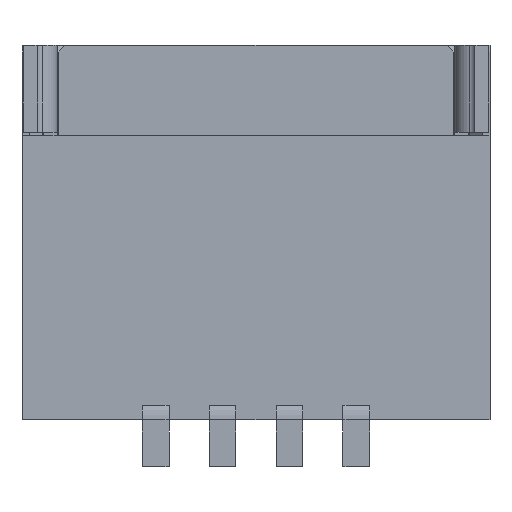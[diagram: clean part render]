
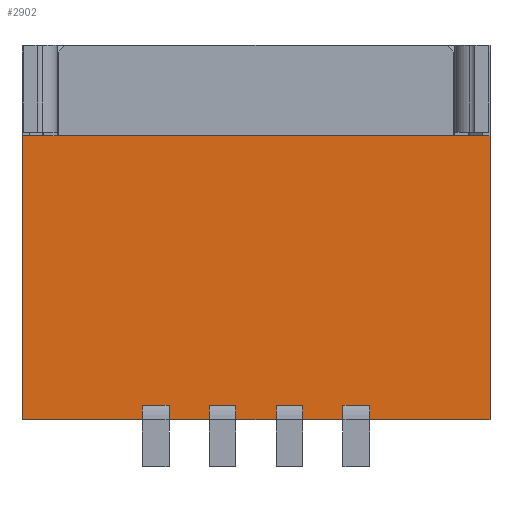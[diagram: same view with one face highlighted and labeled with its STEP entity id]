
A CAD part, front view. The second image highlights one B-rep face of the part: STEP entity #2902.
In plain terms, the highlighted planar face has unit normal (0, -1, 0).
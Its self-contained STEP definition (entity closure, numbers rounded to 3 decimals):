
#396=DIRECTION('',(0.,0.,1.));
#397=VECTOR('',#396,4.25);
#398=CARTESIAN_POINT('',(3.5,-1.5,-5.6));
#399=LINE('',#398,#397);
#668=DIRECTION('',(0.,0.,1.));
#669=VECTOR('',#668,0.218);
#670=CARTESIAN_POINT('',(1.3,-1.5,-5.6));
#671=LINE('',#670,#669);
#672=DIRECTION('',(0.,0.,1.));
#673=VECTOR('',#672,0.218);
#674=CARTESIAN_POINT('',(0.7,-1.5,-5.6));
#675=LINE('',#674,#673);
#676=DIRECTION('',(1.,0.,0.));
#677=VECTOR('',#676,0.4);
#678=CARTESIAN_POINT('',(0.3,-1.5,-5.382));
#679=LINE('',#678,#677);
#680=DIRECTION('',(0.,0.,1.));
#681=VECTOR('',#680,0.218);
#682=CARTESIAN_POINT('',(0.3,-1.5,-5.6));
#683=LINE('',#682,#681);
#684=DIRECTION('',(0.,0.,1.));
#685=VECTOR('',#684,0.218);
#686=CARTESIAN_POINT('',(-0.3,-1.5,-5.6));
#687=LINE('',#686,#685);
#688=DIRECTION('',(1.,0.,0.));
#689=VECTOR('',#688,0.4);
#690=CARTESIAN_POINT('',(-0.7,-1.5,-5.382));
#691=LINE('',#690,#689);
#692=DIRECTION('',(0.,0.,1.));
#693=VECTOR('',#692,0.218);
#694=CARTESIAN_POINT('',(-0.7,-1.5,-5.6));
#695=LINE('',#694,#693);
#696=DIRECTION('',(0.,0.,1.));
#697=VECTOR('',#696,0.218);
#698=CARTESIAN_POINT('',(-1.3,-1.5,-5.6));
#699=LINE('',#698,#697);
#700=DIRECTION('',(1.,0.,0.));
#701=VECTOR('',#700,0.4);
#702=CARTESIAN_POINT('',(-1.7,-1.5,-5.382));
#703=LINE('',#702,#701);
#704=DIRECTION('',(0.,0.,1.));
#705=VECTOR('',#704,0.218);
#706=CARTESIAN_POINT('',(-1.7,-1.5,-5.6));
#707=LINE('',#706,#705);
#708=DIRECTION('',(0.,0.,1.));
#709=VECTOR('',#708,4.25);
#710=CARTESIAN_POINT('',(-3.5,-1.5,-5.6));
#711=LINE('',#710,#709);
#712=DIRECTION('',(1.,0.,0.));
#713=VECTOR('',#712,7.);
#714=CARTESIAN_POINT('',(-3.5,-1.5,-1.35));
#715=LINE('',#714,#713);
#716=DIRECTION('',(0.,0.,1.));
#717=VECTOR('',#716,0.218);
#718=CARTESIAN_POINT('',(1.7,-1.5,-5.6));
#719=LINE('',#718,#717);
#720=DIRECTION('',(1.,0.,0.));
#721=VECTOR('',#720,0.4);
#722=CARTESIAN_POINT('',(1.3,-1.5,-5.382));
#723=LINE('',#722,#721);
#753=DIRECTION('',(-1.,0.,0.));
#754=VECTOR('',#753,1.8);
#755=CARTESIAN_POINT('',(3.5,-1.5,-5.6));
#756=LINE('',#755,#754);
#773=DIRECTION('',(-1.,0.,0.));
#774=VECTOR('',#773,1.8);
#775=CARTESIAN_POINT('',(-1.7,-1.5,-5.6));
#776=LINE('',#775,#774);
#789=DIRECTION('',(-1.,0.,0.));
#790=VECTOR('',#789,0.6);
#791=CARTESIAN_POINT('',(-0.7,-1.5,-5.6));
#792=LINE('',#791,#790);
#805=DIRECTION('',(-1.,0.,0.));
#806=VECTOR('',#805,0.6);
#807=CARTESIAN_POINT('',(0.3,-1.5,-5.6));
#808=LINE('',#807,#806);
#821=DIRECTION('',(-1.,0.,0.));
#822=VECTOR('',#821,0.6);
#823=CARTESIAN_POINT('',(1.3,-1.5,-5.6));
#824=LINE('',#823,#822);
#1544=CARTESIAN_POINT('',(-3.5,-1.5,-5.6));
#1545=VERTEX_POINT('',#1544);
#1546=CARTESIAN_POINT('',(3.5,-1.5,-5.6));
#1547=VERTEX_POINT('',#1546);
#1568=CARTESIAN_POINT('',(-3.5,-1.5,-1.35));
#1570=VERTEX_POINT('',#1568);
#1572=CARTESIAN_POINT('',(3.5,-1.5,-1.35));
#1573=VERTEX_POINT('',#1572);
#1912=CARTESIAN_POINT('',(-1.7,-1.5,-5.6));
#1914=VERTEX_POINT('',#1912);
#1916=CARTESIAN_POINT('',(-1.3,-1.5,-5.6));
#1918=VERTEX_POINT('',#1916);
#1920=CARTESIAN_POINT('',(-1.7,-1.5,-5.382));
#1921=VERTEX_POINT('',#1920);
#1922=CARTESIAN_POINT('',(-1.3,-1.5,-5.382));
#1923=VERTEX_POINT('',#1922);
#1936=CARTESIAN_POINT('',(-0.7,-1.5,-5.6));
#1938=VERTEX_POINT('',#1936);
#1940=CARTESIAN_POINT('',(-0.3,-1.5,-5.6));
#1942=VERTEX_POINT('',#1940);
#1944=CARTESIAN_POINT('',(-0.7,-1.5,-5.382));
#1945=VERTEX_POINT('',#1944);
#1946=CARTESIAN_POINT('',(-0.3,-1.5,-5.382));
#1947=VERTEX_POINT('',#1946);
#1960=CARTESIAN_POINT('',(0.3,-1.5,-5.6));
#1962=VERTEX_POINT('',#1960);
#1964=CARTESIAN_POINT('',(0.7,-1.5,-5.6));
#1966=VERTEX_POINT('',#1964);
#1968=CARTESIAN_POINT('',(0.3,-1.5,-5.382));
#1969=VERTEX_POINT('',#1968);
#1970=CARTESIAN_POINT('',(0.7,-1.5,-5.382));
#1971=VERTEX_POINT('',#1970);
#1984=CARTESIAN_POINT('',(1.3,-1.5,-5.6));
#1986=VERTEX_POINT('',#1984);
#1988=CARTESIAN_POINT('',(1.7,-1.5,-5.6));
#1990=VERTEX_POINT('',#1988);
#1992=CARTESIAN_POINT('',(1.3,-1.5,-5.382));
#1993=VERTEX_POINT('',#1992);
#1994=CARTESIAN_POINT('',(1.7,-1.5,-5.382));
#1995=VERTEX_POINT('',#1994);
#2858=CARTESIAN_POINT('',(-3.5,-1.5,0.));
#2859=DIRECTION('',(0.,-1.,0.));
#2860=DIRECTION('',(1.,0.,0.));
#2861=AXIS2_PLACEMENT_3D('',#2858,#2859,#2860);
#2862=PLANE('',#2861);
#2864=ORIENTED_EDGE('',*,*,#2863,.F.);
#2866=ORIENTED_EDGE('',*,*,#2865,.T.);
#2868=ORIENTED_EDGE('',*,*,#2867,.T.);
#2870=ORIENTED_EDGE('',*,*,#2869,.F.);
#2872=ORIENTED_EDGE('',*,*,#2871,.F.);
#2874=ORIENTED_EDGE('',*,*,#2873,.T.);
#2876=ORIENTED_EDGE('',*,*,#2875,.T.);
#2878=ORIENTED_EDGE('',*,*,#2877,.F.);
#2880=ORIENTED_EDGE('',*,*,#2879,.F.);
#2882=ORIENTED_EDGE('',*,*,#2881,.T.);
#2884=ORIENTED_EDGE('',*,*,#2883,.T.);
#2886=ORIENTED_EDGE('',*,*,#2885,.F.);
#2888=ORIENTED_EDGE('',*,*,#2887,.F.);
#2890=ORIENTED_EDGE('',*,*,#2889,.T.);
#2891=ORIENTED_EDGE('',*,*,#2419,.T.);
#2892=ORIENTED_EDGE('',*,*,#2278,.T.);
#2893=ORIENTED_EDGE('',*,*,#2373,.F.);
#2895=ORIENTED_EDGE('',*,*,#2894,.T.);
#2897=ORIENTED_EDGE('',*,*,#2896,.T.);
#2899=ORIENTED_EDGE('',*,*,#2898,.F.);
#2900=EDGE_LOOP('',(#2864,#2866,#2868,#2870,#2872,#2874,#2876,#2878,#2880,#2882,
#2884,#2886,#2888,#2890,#2891,#2892,#2893,#2895,#2897,#2899));
#2901=FACE_OUTER_BOUND('',#2900,.F.);
#2902=ADVANCED_FACE('',(#2901),#2862,.T.);
#2278=EDGE_CURVE('',#1570,#1573,#715,.T.);
#2373=EDGE_CURVE('',#1547,#1573,#399,.T.);
#2419=EDGE_CURVE('',#1545,#1570,#711,.T.);
#2863=EDGE_CURVE('',#1986,#1993,#671,.T.);
#2865=EDGE_CURVE('',#1986,#1966,#824,.T.);
#2867=EDGE_CURVE('',#1966,#1971,#675,.T.);
#2869=EDGE_CURVE('',#1969,#1971,#679,.T.);
#2871=EDGE_CURVE('',#1962,#1969,#683,.T.);
#2873=EDGE_CURVE('',#1962,#1942,#808,.T.);
#2875=EDGE_CURVE('',#1942,#1947,#687,.T.);
#2877=EDGE_CURVE('',#1945,#1947,#691,.T.);
#2879=EDGE_CURVE('',#1938,#1945,#695,.T.);
#2881=EDGE_CURVE('',#1938,#1918,#792,.T.);
#2883=EDGE_CURVE('',#1918,#1923,#699,.T.);
#2885=EDGE_CURVE('',#1921,#1923,#703,.T.);
#2887=EDGE_CURVE('',#1914,#1921,#707,.T.);
#2889=EDGE_CURVE('',#1914,#1545,#776,.T.);
#2894=EDGE_CURVE('',#1547,#1990,#756,.T.);
#2896=EDGE_CURVE('',#1990,#1995,#719,.T.);
#2898=EDGE_CURVE('',#1993,#1995,#723,.T.);
